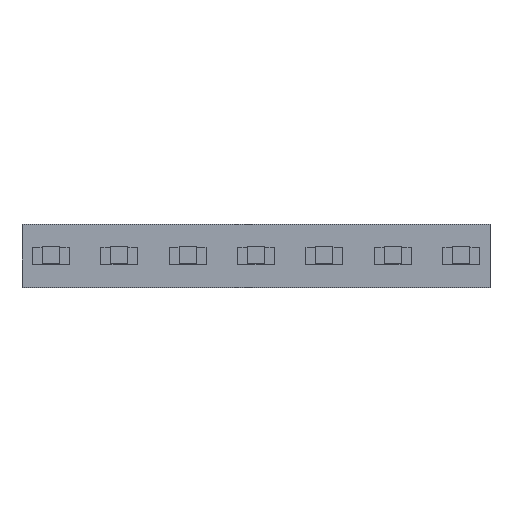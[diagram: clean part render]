
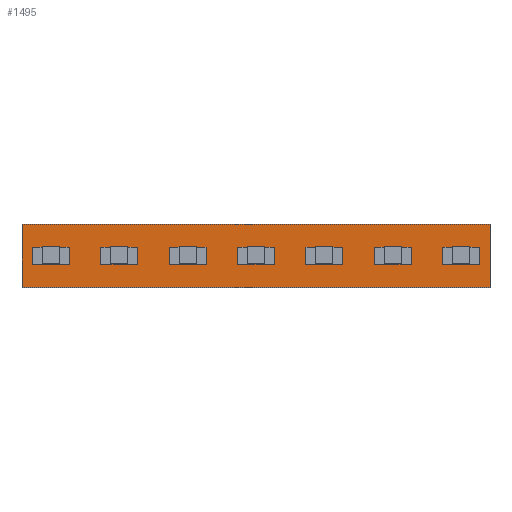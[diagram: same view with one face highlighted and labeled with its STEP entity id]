
A CAD part, top view. The second image highlights one B-rep face of the part: STEP entity #1495.
In plain terms, the highlighted planar face has unit normal (0, 0, 1).
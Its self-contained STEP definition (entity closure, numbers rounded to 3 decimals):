
#2=DIRECTION('',(0.,1.,0.));
#3=VECTOR('',#2,2.337);
#4=CARTESIAN_POINT('',(-8.687,-1.168,0.));
#5=LINE('',#4,#3);
#6=DIRECTION('',(1.,0.,0.));
#7=VECTOR('',#6,17.374);
#8=CARTESIAN_POINT('',(-8.687,1.168,0.));
#9=LINE('',#8,#7);
#10=DIRECTION('',(0.,-1.,0.));
#11=VECTOR('',#10,2.337);
#12=CARTESIAN_POINT('',(8.687,1.168,0.));
#13=LINE('',#12,#11);
#14=DIRECTION('',(-1.,0.,0.));
#15=VECTOR('',#14,17.374);
#16=CARTESIAN_POINT('',(8.687,-1.168,0.));
#17=LINE('',#16,#15);
#18=DIRECTION('',(1.,0.,0.));
#19=VECTOR('',#18,1.372);
#20=CARTESIAN_POINT('',(-8.306,-0.318,0.));
#21=LINE('',#20,#19);
#22=DIRECTION('',(0.,1.,0.));
#23=VECTOR('',#22,0.635);
#24=CARTESIAN_POINT('',(-6.934,-0.318,0.));
#25=LINE('',#24,#23);
#26=DIRECTION('',(-1.,0.,0.));
#27=VECTOR('',#26,1.372);
#28=CARTESIAN_POINT('',(-6.934,0.318,0.));
#29=LINE('',#28,#27);
#30=DIRECTION('',(0.,1.,0.));
#31=VECTOR('',#30,0.635);
#32=CARTESIAN_POINT('',(-8.306,-0.318,0.));
#33=LINE('',#32,#31);
#34=DIRECTION('',(1.,0.,0.));
#35=VECTOR('',#34,1.372);
#36=CARTESIAN_POINT('',(-5.766,-0.318,0.));
#37=LINE('',#36,#35);
#38=DIRECTION('',(0.,1.,0.));
#39=VECTOR('',#38,0.635);
#40=CARTESIAN_POINT('',(-4.394,-0.318,0.));
#41=LINE('',#40,#39);
#42=DIRECTION('',(-1.,0.,0.));
#43=VECTOR('',#42,1.372);
#44=CARTESIAN_POINT('',(-4.394,0.318,0.));
#45=LINE('',#44,#43);
#46=DIRECTION('',(0.,1.,0.));
#47=VECTOR('',#46,0.635);
#48=CARTESIAN_POINT('',(-5.766,-0.318,0.));
#49=LINE('',#48,#47);
#50=DIRECTION('',(1.,0.,0.));
#51=VECTOR('',#50,1.372);
#52=CARTESIAN_POINT('',(-3.226,-0.318,0.));
#53=LINE('',#52,#51);
#54=DIRECTION('',(0.,1.,0.));
#55=VECTOR('',#54,0.635);
#56=CARTESIAN_POINT('',(-1.854,-0.318,0.));
#57=LINE('',#56,#55);
#58=DIRECTION('',(-1.,0.,0.));
#59=VECTOR('',#58,1.372);
#60=CARTESIAN_POINT('',(-1.854,0.318,0.));
#61=LINE('',#60,#59);
#62=DIRECTION('',(0.,1.,0.));
#63=VECTOR('',#62,0.635);
#64=CARTESIAN_POINT('',(-3.226,-0.318,0.));
#65=LINE('',#64,#63);
#66=DIRECTION('',(1.,0.,0.));
#67=VECTOR('',#66,1.372);
#68=CARTESIAN_POINT('',(-0.686,-0.318,0.));
#69=LINE('',#68,#67);
#70=DIRECTION('',(0.,1.,0.));
#71=VECTOR('',#70,0.635);
#72=CARTESIAN_POINT('',(0.686,-0.318,0.));
#73=LINE('',#72,#71);
#74=DIRECTION('',(-1.,0.,0.));
#75=VECTOR('',#74,1.372);
#76=CARTESIAN_POINT('',(0.686,0.318,0.));
#77=LINE('',#76,#75);
#78=DIRECTION('',(0.,1.,0.));
#79=VECTOR('',#78,0.635);
#80=CARTESIAN_POINT('',(-0.686,-0.318,0.));
#81=LINE('',#80,#79);
#82=DIRECTION('',(1.,0.,0.));
#83=VECTOR('',#82,1.372);
#84=CARTESIAN_POINT('',(1.854,-0.318,0.));
#85=LINE('',#84,#83);
#86=DIRECTION('',(0.,1.,0.));
#87=VECTOR('',#86,0.635);
#88=CARTESIAN_POINT('',(3.226,-0.318,0.));
#89=LINE('',#88,#87);
#90=DIRECTION('',(-1.,0.,0.));
#91=VECTOR('',#90,1.372);
#92=CARTESIAN_POINT('',(3.226,0.318,0.));
#93=LINE('',#92,#91);
#94=DIRECTION('',(0.,1.,0.));
#95=VECTOR('',#94,0.635);
#96=CARTESIAN_POINT('',(1.854,-0.318,0.));
#97=LINE('',#96,#95);
#98=DIRECTION('',(1.,0.,0.));
#99=VECTOR('',#98,1.372);
#100=CARTESIAN_POINT('',(4.394,-0.318,0.));
#101=LINE('',#100,#99);
#102=DIRECTION('',(0.,1.,0.));
#103=VECTOR('',#102,0.635);
#104=CARTESIAN_POINT('',(5.766,-0.318,0.));
#105=LINE('',#104,#103);
#106=DIRECTION('',(-1.,0.,0.));
#107=VECTOR('',#106,1.372);
#108=CARTESIAN_POINT('',(5.766,0.318,0.));
#109=LINE('',#108,#107);
#110=DIRECTION('',(0.,1.,0.));
#111=VECTOR('',#110,0.635);
#112=CARTESIAN_POINT('',(4.394,-0.318,0.));
#113=LINE('',#112,#111);
#114=DIRECTION('',(1.,0.,0.));
#115=VECTOR('',#114,1.372);
#116=CARTESIAN_POINT('',(6.934,-0.318,0.));
#117=LINE('',#116,#115);
#118=DIRECTION('',(0.,1.,0.));
#119=VECTOR('',#118,0.635);
#120=CARTESIAN_POINT('',(8.306,-0.318,0.));
#121=LINE('',#120,#119);
#122=DIRECTION('',(-1.,0.,0.));
#123=VECTOR('',#122,1.372);
#124=CARTESIAN_POINT('',(8.306,0.318,0.));
#125=LINE('',#124,#123);
#126=DIRECTION('',(0.,1.,0.));
#127=VECTOR('',#126,0.635);
#128=CARTESIAN_POINT('',(6.934,-0.318,0.));
#129=LINE('',#128,#127);
#1058=CARTESIAN_POINT('',(-8.687,-1.168,0.));
#1059=CARTESIAN_POINT('',(-8.687,1.168,0.));
#1060=VERTEX_POINT('',#1058);
#1061=VERTEX_POINT('',#1059);
#1062=CARTESIAN_POINT('',(8.687,-1.168,0.));
#1063=VERTEX_POINT('',#1062);
#1064=CARTESIAN_POINT('',(8.687,1.168,0.));
#1065=VERTEX_POINT('',#1064);
#1106=CARTESIAN_POINT('',(-8.306,-0.318,0.));
#1107=CARTESIAN_POINT('',(-6.934,-0.318,0.));
#1108=VERTEX_POINT('',#1106);
#1109=VERTEX_POINT('',#1107);
#1110=CARTESIAN_POINT('',(-6.934,0.318,0.));
#1111=CARTESIAN_POINT('',(-8.306,0.318,0.));
#1112=VERTEX_POINT('',#1110);
#1113=VERTEX_POINT('',#1111);
#1154=CARTESIAN_POINT('',(-5.766,-0.318,0.));
#1155=CARTESIAN_POINT('',(-4.394,-0.318,0.));
#1156=VERTEX_POINT('',#1154);
#1157=VERTEX_POINT('',#1155);
#1158=CARTESIAN_POINT('',(-4.394,0.318,0.));
#1159=CARTESIAN_POINT('',(-5.766,0.318,0.));
#1160=VERTEX_POINT('',#1158);
#1161=VERTEX_POINT('',#1159);
#1202=CARTESIAN_POINT('',(-3.226,-0.318,0.));
#1203=CARTESIAN_POINT('',(-1.854,-0.318,0.));
#1204=VERTEX_POINT('',#1202);
#1205=VERTEX_POINT('',#1203);
#1206=CARTESIAN_POINT('',(-1.854,0.318,0.));
#1207=CARTESIAN_POINT('',(-3.226,0.318,0.));
#1208=VERTEX_POINT('',#1206);
#1209=VERTEX_POINT('',#1207);
#1250=CARTESIAN_POINT('',(-0.686,-0.318,0.));
#1251=CARTESIAN_POINT('',(0.686,-0.318,0.));
#1252=VERTEX_POINT('',#1250);
#1253=VERTEX_POINT('',#1251);
#1254=CARTESIAN_POINT('',(0.686,0.318,0.));
#1255=CARTESIAN_POINT('',(-0.686,0.318,0.));
#1256=VERTEX_POINT('',#1254);
#1257=VERTEX_POINT('',#1255);
#1298=CARTESIAN_POINT('',(1.854,-0.318,0.));
#1299=CARTESIAN_POINT('',(3.226,-0.318,0.));
#1300=VERTEX_POINT('',#1298);
#1301=VERTEX_POINT('',#1299);
#1302=CARTESIAN_POINT('',(3.226,0.318,0.));
#1303=CARTESIAN_POINT('',(1.854,0.318,0.));
#1304=VERTEX_POINT('',#1302);
#1305=VERTEX_POINT('',#1303);
#1346=CARTESIAN_POINT('',(4.394,-0.318,0.));
#1347=CARTESIAN_POINT('',(5.766,-0.318,0.));
#1348=VERTEX_POINT('',#1346);
#1349=VERTEX_POINT('',#1347);
#1350=CARTESIAN_POINT('',(5.766,0.318,0.));
#1351=CARTESIAN_POINT('',(4.394,0.318,0.));
#1352=VERTEX_POINT('',#1350);
#1353=VERTEX_POINT('',#1351);
#1394=CARTESIAN_POINT('',(6.934,-0.318,0.));
#1395=CARTESIAN_POINT('',(8.306,-0.318,0.));
#1396=VERTEX_POINT('',#1394);
#1397=VERTEX_POINT('',#1395);
#1398=CARTESIAN_POINT('',(8.306,0.318,0.));
#1399=CARTESIAN_POINT('',(6.934,0.318,0.));
#1400=VERTEX_POINT('',#1398);
#1401=VERTEX_POINT('',#1399);
#1410=CARTESIAN_POINT('',(0.,0.,0.));
#1411=DIRECTION('',(0.,0.,1.));
#1412=DIRECTION('',(1.,0.,0.));
#1413=AXIS2_PLACEMENT_3D('',#1410,#1411,#1412);
#1414=PLANE('',#1413);
#1416=ORIENTED_EDGE('',*,*,#1415,.T.);
#1418=ORIENTED_EDGE('',*,*,#1417,.T.);
#1420=ORIENTED_EDGE('',*,*,#1419,.T.);
#1422=ORIENTED_EDGE('',*,*,#1421,.T.);
#1423=EDGE_LOOP('',(#1416,#1418,#1420,#1422));
#1424=FACE_OUTER_BOUND('',#1423,.F.);
#1426=ORIENTED_EDGE('',*,*,#1425,.T.);
#1428=ORIENTED_EDGE('',*,*,#1427,.T.);
#1430=ORIENTED_EDGE('',*,*,#1429,.T.);
#1432=ORIENTED_EDGE('',*,*,#1431,.F.);
#1433=EDGE_LOOP('',(#1426,#1428,#1430,#1432));
#1434=FACE_BOUND('',#1433,.F.);
#1436=ORIENTED_EDGE('',*,*,#1435,.T.);
#1438=ORIENTED_EDGE('',*,*,#1437,.T.);
#1440=ORIENTED_EDGE('',*,*,#1439,.T.);
#1442=ORIENTED_EDGE('',*,*,#1441,.F.);
#1443=EDGE_LOOP('',(#1436,#1438,#1440,#1442));
#1444=FACE_BOUND('',#1443,.F.);
#1446=ORIENTED_EDGE('',*,*,#1445,.T.);
#1448=ORIENTED_EDGE('',*,*,#1447,.T.);
#1450=ORIENTED_EDGE('',*,*,#1449,.T.);
#1452=ORIENTED_EDGE('',*,*,#1451,.F.);
#1453=EDGE_LOOP('',(#1446,#1448,#1450,#1452));
#1454=FACE_BOUND('',#1453,.F.);
#1456=ORIENTED_EDGE('',*,*,#1455,.T.);
#1458=ORIENTED_EDGE('',*,*,#1457,.T.);
#1460=ORIENTED_EDGE('',*,*,#1459,.T.);
#1462=ORIENTED_EDGE('',*,*,#1461,.F.);
#1463=EDGE_LOOP('',(#1456,#1458,#1460,#1462));
#1464=FACE_BOUND('',#1463,.F.);
#1466=ORIENTED_EDGE('',*,*,#1465,.T.);
#1468=ORIENTED_EDGE('',*,*,#1467,.T.);
#1470=ORIENTED_EDGE('',*,*,#1469,.T.);
#1472=ORIENTED_EDGE('',*,*,#1471,.F.);
#1473=EDGE_LOOP('',(#1466,#1468,#1470,#1472));
#1474=FACE_BOUND('',#1473,.F.);
#1476=ORIENTED_EDGE('',*,*,#1475,.T.);
#1478=ORIENTED_EDGE('',*,*,#1477,.T.);
#1480=ORIENTED_EDGE('',*,*,#1479,.T.);
#1482=ORIENTED_EDGE('',*,*,#1481,.F.);
#1483=EDGE_LOOP('',(#1476,#1478,#1480,#1482));
#1484=FACE_BOUND('',#1483,.F.);
#1486=ORIENTED_EDGE('',*,*,#1485,.T.);
#1488=ORIENTED_EDGE('',*,*,#1487,.T.);
#1490=ORIENTED_EDGE('',*,*,#1489,.T.);
#1492=ORIENTED_EDGE('',*,*,#1491,.F.);
#1493=EDGE_LOOP('',(#1486,#1488,#1490,#1492));
#1494=FACE_BOUND('',#1493,.F.);
#1415=EDGE_CURVE('',#1060,#1061,#5,.T.);
#1417=EDGE_CURVE('',#1061,#1065,#9,.T.);
#1419=EDGE_CURVE('',#1065,#1063,#13,.T.);
#1421=EDGE_CURVE('',#1063,#1060,#17,.T.);
#1425=EDGE_CURVE('',#1108,#1109,#21,.T.);
#1427=EDGE_CURVE('',#1109,#1112,#25,.T.);
#1429=EDGE_CURVE('',#1112,#1113,#29,.T.);
#1431=EDGE_CURVE('',#1108,#1113,#33,.T.);
#1435=EDGE_CURVE('',#1156,#1157,#37,.T.);
#1437=EDGE_CURVE('',#1157,#1160,#41,.T.);
#1439=EDGE_CURVE('',#1160,#1161,#45,.T.);
#1441=EDGE_CURVE('',#1156,#1161,#49,.T.);
#1445=EDGE_CURVE('',#1204,#1205,#53,.T.);
#1447=EDGE_CURVE('',#1205,#1208,#57,.T.);
#1449=EDGE_CURVE('',#1208,#1209,#61,.T.);
#1451=EDGE_CURVE('',#1204,#1209,#65,.T.);
#1455=EDGE_CURVE('',#1252,#1253,#69,.T.);
#1457=EDGE_CURVE('',#1253,#1256,#73,.T.);
#1459=EDGE_CURVE('',#1256,#1257,#77,.T.);
#1461=EDGE_CURVE('',#1252,#1257,#81,.T.);
#1465=EDGE_CURVE('',#1300,#1301,#85,.T.);
#1467=EDGE_CURVE('',#1301,#1304,#89,.T.);
#1469=EDGE_CURVE('',#1304,#1305,#93,.T.);
#1471=EDGE_CURVE('',#1300,#1305,#97,.T.);
#1475=EDGE_CURVE('',#1348,#1349,#101,.T.);
#1477=EDGE_CURVE('',#1349,#1352,#105,.T.);
#1479=EDGE_CURVE('',#1352,#1353,#109,.T.);
#1481=EDGE_CURVE('',#1348,#1353,#113,.T.);
#1485=EDGE_CURVE('',#1396,#1397,#117,.T.);
#1487=EDGE_CURVE('',#1397,#1400,#121,.T.);
#1489=EDGE_CURVE('',#1400,#1401,#125,.T.);
#1491=EDGE_CURVE('',#1396,#1401,#129,.T.);
#1495=ADVANCED_FACE('',(#1424,#1434,#1444,#1454,#1464,#1474,#1484,#1494),#1414,
.T.);
